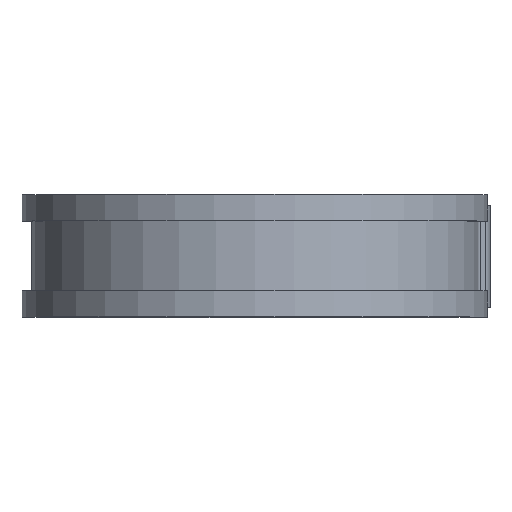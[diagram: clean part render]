
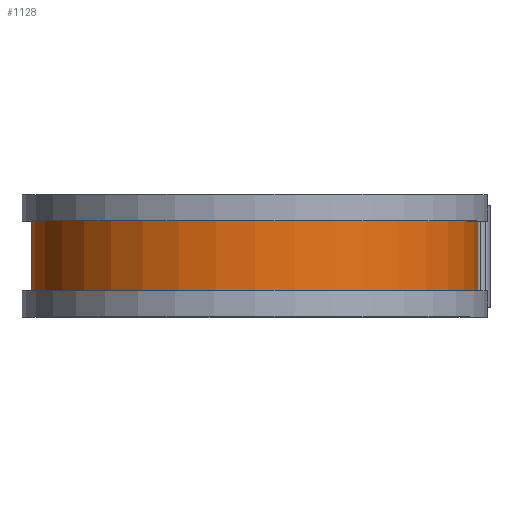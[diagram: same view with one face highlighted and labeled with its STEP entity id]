
A CAD part, top view. The second image highlights one B-rep face of the part: STEP entity #1128.
In plain terms, the highlighted cylindrical face has radius 34.493 mm (diameter 68.986 mm), a partial arc.
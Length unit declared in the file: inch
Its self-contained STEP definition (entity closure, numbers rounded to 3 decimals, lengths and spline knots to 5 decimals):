
#120 = CYLINDRICAL_SURFACE ( 'NONE', #650, 1.358 ) ;
#153 = VECTOR ( 'NONE', #1409, 39.37008 ) ;
#198 = EDGE_LOOP ( 'NONE', ( #558, #592, #589, #995 ) ) ;
#221 = CARTESIAN_POINT ( 'NONE',  ( 1.358, 0.2125, 0. ) ) ;
#267 = CARTESIAN_POINT ( 'NONE',  ( 0., 0.2125, -1.358 ) ) ;
#319 = CARTESIAN_POINT ( 'NONE',  ( 0., 0.3125, -1.358 ) ) ;
#480 = DIRECTION ( 'NONE',  ( 0., -1., 0. ) ) ;
#558 = ORIENTED_EDGE ( 'NONE', *, *, #719, .F. ) ;
#589 = ORIENTED_EDGE ( 'NONE', *, *, #1745, .T. ) ;
#590 = AXIS2_PLACEMENT_3D ( 'NONE', #1386, #594, #1493 ) ;
#592 = ORIENTED_EDGE ( 'NONE', *, *, #1606, .T. ) ;
#594 = DIRECTION ( 'NONE',  ( 0., -1., 0. ) ) ;
#650 = AXIS2_PLACEMENT_3D ( 'NONE', #1217, #1223, #1277 ) ;
#700 = CARTESIAN_POINT ( 'NONE',  ( 1.358, -0.2125, 0. ) ) ;
#719 = EDGE_CURVE ( 'NONE', #1138, #815, #1280, .T. ) ;
#815 = VERTEX_POINT ( 'NONE', #700 ) ;
#820 = CARTESIAN_POINT ( 'NONE',  ( 1.358, 0.3125, 0. ) ) ;
#835 = LINE ( 'NONE', #319, #886 ) ;
#860 = CIRCLE ( 'NONE', #590, 1.358 ) ;
#886 = VECTOR ( 'NONE', #480, 39.37008 ) ;
#938 = CARTESIAN_POINT ( 'NONE',  ( 0., -0.2125, -1.358 ) ) ;
#953 = VERTEX_POINT ( 'NONE', #938 ) ;
#995 = ORIENTED_EDGE ( 'NONE', *, *, #1180, .F. ) ;
#1098 = CARTESIAN_POINT ( 'NONE',  ( 0., -0.2125, 0. ) ) ;
#1128 = ADVANCED_FACE ( 'NONE', ( #1291 ), #120, .T. ) ;
#1135 = VERTEX_POINT ( 'NONE', #267 ) ;
#1138 = VERTEX_POINT ( 'NONE', #221 ) ;
#1156 = DIRECTION ( 'NONE',  ( 0., 0., -1. ) ) ;
#1180 = EDGE_CURVE ( 'NONE', #815, #953, #1411, .T. ) ;
#1217 = CARTESIAN_POINT ( 'NONE',  ( 0., 0.3125, 0. ) ) ;
#1223 = DIRECTION ( 'NONE',  ( 0., -1., 0. ) ) ;
#1277 = DIRECTION ( 'NONE',  ( 0., 0., -1. ) ) ;
#1280 = LINE ( 'NONE', #820, #153 ) ;
#1286 = AXIS2_PLACEMENT_3D ( 'NONE', #1098, #1541, #1156 ) ;
#1291 = FACE_OUTER_BOUND ( 'NONE', #198, .T. ) ;
#1386 = CARTESIAN_POINT ( 'NONE',  ( 0., 0.2125, 0. ) ) ;
#1409 = DIRECTION ( 'NONE',  ( 0., -1., 0. ) ) ;
#1411 = CIRCLE ( 'NONE', #1286, 1.358 ) ;
#1493 = DIRECTION ( 'NONE',  ( 0., 0., -1. ) ) ;
#1541 = DIRECTION ( 'NONE',  ( 0., -1., 0. ) ) ;
#1606 = EDGE_CURVE ( 'NONE', #1138, #1135, #860, .T. ) ;
#1745 = EDGE_CURVE ( 'NONE', #1135, #953, #835, .T. ) ;
